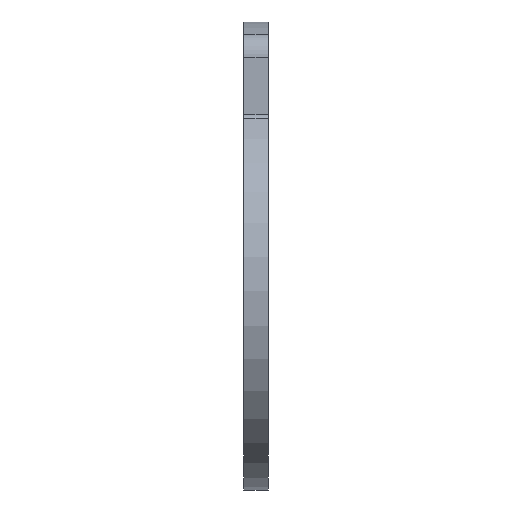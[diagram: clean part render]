
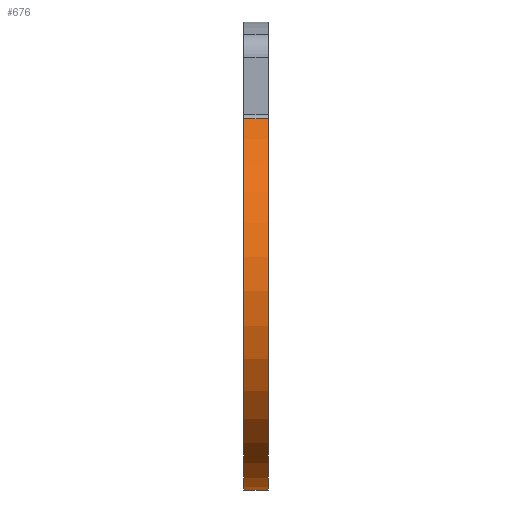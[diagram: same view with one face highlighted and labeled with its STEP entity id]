
A CAD part, left-side view. The second image highlights one B-rep face of the part: STEP entity #676.
In plain terms, the highlighted cylindrical face has radius 8.18 mm (diameter 16.36 mm), a partial arc.
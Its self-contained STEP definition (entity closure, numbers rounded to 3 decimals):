
#14 = VERTEX_POINT ( 'NONE', #594 ) ;
#25 = CARTESIAN_POINT ( 'NONE',  ( 0., -0.5, -0.37 ) ) ;
#51 = VECTOR ( 'NONE', #541, 1000. ) ;
#70 = CARTESIAN_POINT ( 'NONE',  ( -4.1, -0.5, 6.708 ) ) ;
#71 = CARTESIAN_POINT ( 'NONE',  ( 4.1, 0.5, 6.708 ) ) ;
#81 = AXIS2_PLACEMENT_3D ( 'NONE', #185, #170, #597 ) ;
#111 = VERTEX_POINT ( 'NONE', #269 ) ;
#135 = VERTEX_POINT ( 'NONE', #71 ) ;
#140 = ORIENTED_EDGE ( 'NONE', *, *, #601, .T. ) ;
#153 = EDGE_CURVE ( 'NONE', #135, #111, #180, .T. ) ;
#160 = CARTESIAN_POINT ( 'NONE',  ( -4.1, 0.5, 6.708 ) ) ;
#170 = DIRECTION ( 'NONE',  ( 0., 1., 0. ) ) ;
#172 = DIRECTION ( 'NONE',  ( 0., 0., 1. ) ) ;
#180 = CIRCLE ( 'NONE', #81, 8.18 ) ;
#185 = CARTESIAN_POINT ( 'NONE',  ( 0., 0.5, -0.37 ) ) ;
#210 = CIRCLE ( 'NONE', #458, 8.18 ) ;
#221 = ORIENTED_EDGE ( 'NONE', *, *, #423, .T. ) ;
#269 = CARTESIAN_POINT ( 'NONE',  ( -4.1, 0.5, 6.708 ) ) ;
#308 = DIRECTION ( 'NONE',  ( 0., 1., 0. ) ) ;
#351 = CARTESIAN_POINT ( 'NONE',  ( 0., 0.5, -0.37 ) ) ;
#356 = DIRECTION ( 'NONE',  ( 0., -1., 0. ) ) ;
#360 = DIRECTION ( 'NONE',  ( 0., 0., -1. ) ) ;
#374 = ORIENTED_EDGE ( 'NONE', *, *, #468, .T. ) ;
#413 = AXIS2_PLACEMENT_3D ( 'NONE', #351, #356, #360 ) ;
#423 = EDGE_CURVE ( 'NONE', #465, #111, #633, .T. ) ;
#433 = CARTESIAN_POINT ( 'NONE',  ( 4.1, 0.5, 6.708 ) ) ;
#442 = DIRECTION ( 'NONE',  ( 0., 1., 0. ) ) ;
#458 = AXIS2_PLACEMENT_3D ( 'NONE', #25, #442, #172 ) ;
#465 = VERTEX_POINT ( 'NONE', #70 ) ;
#468 = EDGE_CURVE ( 'NONE', #135, #14, #599, .T. ) ;
#537 = VECTOR ( 'NONE', #308, 1000. ) ;
#541 = DIRECTION ( 'NONE',  ( 0., -1., 0. ) ) ;
#544 = EDGE_LOOP ( 'NONE', ( #140, #221, #557, #374 ) ) ;
#557 = ORIENTED_EDGE ( 'NONE', *, *, #153, .F. ) ;
#574 = FACE_OUTER_BOUND ( 'NONE', #544, .T. ) ;
#594 = CARTESIAN_POINT ( 'NONE',  ( 4.1, -0.5, 6.708 ) ) ;
#597 = DIRECTION ( 'NONE',  ( 0., 0., 1. ) ) ;
#599 = LINE ( 'NONE', #433, #51 ) ;
#601 = EDGE_CURVE ( 'NONE', #14, #465, #210, .T. ) ;
#633 = LINE ( 'NONE', #160, #537 ) ;
#674 = CYLINDRICAL_SURFACE ( 'NONE', #413, 8.18 ) ;
#676 = ADVANCED_FACE ( 'NONE', ( #574 ), #674, .T. ) ;
